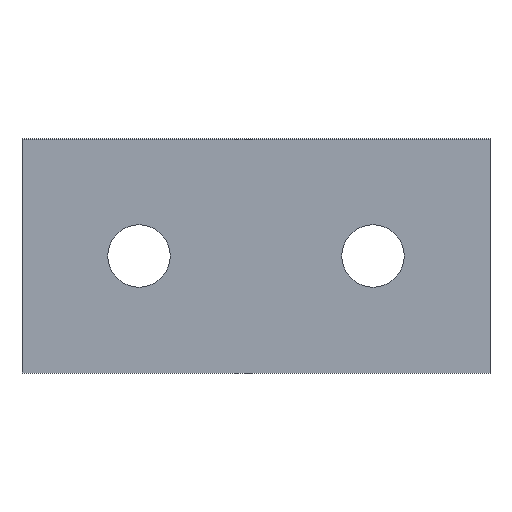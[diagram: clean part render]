
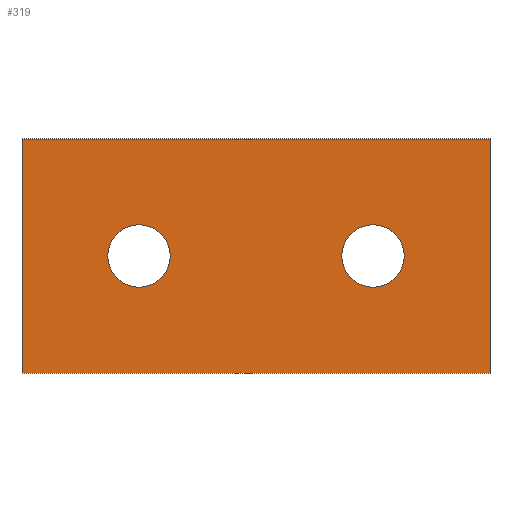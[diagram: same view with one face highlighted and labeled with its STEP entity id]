
A CAD part, front view. The second image highlights one B-rep face of the part: STEP entity #319.
In plain terms, the highlighted planar face has unit normal (0, -1, 0).
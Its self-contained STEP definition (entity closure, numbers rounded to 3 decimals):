
#1 = AXIS2_PLACEMENT_3D ( 'NONE', #408, #131, #341 ) ;
#7 = DIRECTION ( 'NONE',  ( 0., 0., -1. ) ) ;
#14 = CIRCLE ( 'NONE', #416, 4. ) ;
#20 = EDGE_CURVE ( 'NONE', #423, #99, #70, .T. ) ;
#30 = VERTEX_POINT ( 'NONE', #337 ) ;
#31 = DIRECTION ( 'NONE',  ( 0., 0., 1. ) ) ;
#37 = DIRECTION ( 'NONE',  ( 1., 0., 0. ) ) ;
#40 = CARTESIAN_POINT ( 'NONE',  ( -19., 0., 0. ) ) ;
#49 = AXIS2_PLACEMENT_3D ( 'NONE', #312, #71, #239 ) ;
#56 = ORIENTED_EDGE ( 'NONE', *, *, #258, .F. ) ;
#61 = CARTESIAN_POINT ( 'NONE',  ( 11., 0., 0. ) ) ;
#63 = DIRECTION ( 'NONE',  ( 1., 0., 0. ) ) ;
#70 = LINE ( 'NONE', #108, #336 ) ;
#71 = DIRECTION ( 'NONE',  ( 0., -1., 0. ) ) ;
#91 = CARTESIAN_POINT ( 'NONE',  ( 30., 0., 15. ) ) ;
#99 = VERTEX_POINT ( 'NONE', #91 ) ;
#100 = VERTEX_POINT ( 'NONE', #61 ) ;
#101 = FACE_BOUND ( 'NONE', #421, .T. ) ;
#103 = EDGE_CURVE ( 'NONE', #233, #225, #398, .T. ) ;
#108 = CARTESIAN_POINT ( 'NONE',  ( -30., 0., 15. ) ) ;
#114 = CARTESIAN_POINT ( 'NONE',  ( -30., 0., 15. ) ) ;
#121 = EDGE_LOOP ( 'NONE', ( #374, #259, #123, #356 ) ) ;
#123 = ORIENTED_EDGE ( 'NONE', *, *, #306, .F. ) ;
#124 = VERTEX_POINT ( 'NONE', #232 ) ;
#125 = DIRECTION ( 'NONE',  ( 0., 1., 0. ) ) ;
#126 = EDGE_CURVE ( 'NONE', #124, #428, #153, .T. ) ;
#131 = DIRECTION ( 'NONE',  ( 0., -1., 0. ) ) ;
#133 = LINE ( 'NONE', #333, #348 ) ;
#138 = LINE ( 'NONE', #202, #169 ) ;
#139 = CARTESIAN_POINT ( 'NONE',  ( -15., 0., 0. ) ) ;
#141 = FACE_BOUND ( 'NONE', #419, .T. ) ;
#145 = CARTESIAN_POINT ( 'NONE',  ( -30., 0., -15. ) ) ;
#153 = LINE ( 'NONE', #360, #361 ) ;
#168 = FACE_OUTER_BOUND ( 'NONE', #121, .T. ) ;
#169 = VECTOR ( 'NONE', #7, 1000. ) ;
#202 = CARTESIAN_POINT ( 'NONE',  ( 30., 0., 15. ) ) ;
#210 = DIRECTION ( 'NONE',  ( 0., 1., 0. ) ) ;
#222 = AXIS2_PLACEMENT_3D ( 'NONE', #246, #210, #63 ) ;
#225 = VERTEX_POINT ( 'NONE', #371 ) ;
#232 = CARTESIAN_POINT ( 'NONE',  ( 30., 0., -15. ) ) ;
#233 = VERTEX_POINT ( 'NONE', #40 ) ;
#236 = ORIENTED_EDGE ( 'NONE', *, *, #323, .T. ) ;
#239 = DIRECTION ( 'NONE',  ( -1., 0., 0. ) ) ;
#246 = CARTESIAN_POINT ( 'NONE',  ( -30., 0., 15. ) ) ;
#256 = ORIENTED_EDGE ( 'NONE', *, *, #103, .T. ) ;
#258 = EDGE_CURVE ( 'NONE', #100, #30, #410, .T. ) ;
#259 = ORIENTED_EDGE ( 'NONE', *, *, #126, .F. ) ;
#265 = DIRECTION ( 'NONE',  ( 1., 0., 0. ) ) ;
#266 = CIRCLE ( 'NONE', #1, 4. ) ;
#271 = EDGE_CURVE ( 'NONE', #30, #100, #266, .T. ) ;
#280 = CARTESIAN_POINT ( 'NONE',  ( -15., 0., 0. ) ) ;
#303 = AXIS2_PLACEMENT_3D ( 'NONE', #139, #125, #265 ) ;
#305 = DIRECTION ( 'NONE',  ( 0., 1., 0. ) ) ;
#306 = EDGE_CURVE ( 'NONE', #99, #124, #138, .T. ) ;
#312 = CARTESIAN_POINT ( 'NONE',  ( 15., 0., 0. ) ) ;
#319 = ADVANCED_FACE ( 'PLANAR_1', ( #101, #168, #141 ), #338, .F. ) ;
#323 = EDGE_CURVE ( 'NONE', #225, #233, #14, .T. ) ;
#326 = ORIENTED_EDGE ( 'NONE', *, *, #271, .F. ) ;
#333 = CARTESIAN_POINT ( 'NONE',  ( -30., 0., -15. ) ) ;
#336 = VECTOR ( 'NONE', #37, 1000. ) ;
#337 = CARTESIAN_POINT ( 'NONE',  ( 19., 0., 0. ) ) ;
#338 = PLANE ( 'NONE',  #222 ) ;
#341 = DIRECTION ( 'NONE',  ( -1., 0., 0. ) ) ;
#348 = VECTOR ( 'NONE', #31, 1000. ) ;
#350 = EDGE_CURVE ( 'NONE', #428, #423, #133, .T. ) ;
#356 = ORIENTED_EDGE ( 'NONE', *, *, #20, .F. ) ;
#360 = CARTESIAN_POINT ( 'NONE',  ( 30., 0., -15. ) ) ;
#361 = VECTOR ( 'NONE', #364, 1000. ) ;
#364 = DIRECTION ( 'NONE',  ( -1., 0., 0. ) ) ;
#371 = CARTESIAN_POINT ( 'NONE',  ( -11., 0., 0. ) ) ;
#374 = ORIENTED_EDGE ( 'NONE', *, *, #350, .F. ) ;
#398 = CIRCLE ( 'NONE', #303, 4. ) ;
#408 = CARTESIAN_POINT ( 'NONE',  ( 15., 0., 0. ) ) ;
#410 = CIRCLE ( 'NONE', #49, 4. ) ;
#411 = DIRECTION ( 'NONE',  ( 1., 0., 0. ) ) ;
#416 = AXIS2_PLACEMENT_3D ( 'NONE', #280, #305, #411 ) ;
#419 = EDGE_LOOP ( 'NONE', ( #56, #326 ) ) ;
#421 = EDGE_LOOP ( 'NONE', ( #236, #256 ) ) ;
#423 = VERTEX_POINT ( 'NONE', #114 ) ;
#428 = VERTEX_POINT ( 'NONE', #145 ) ;
